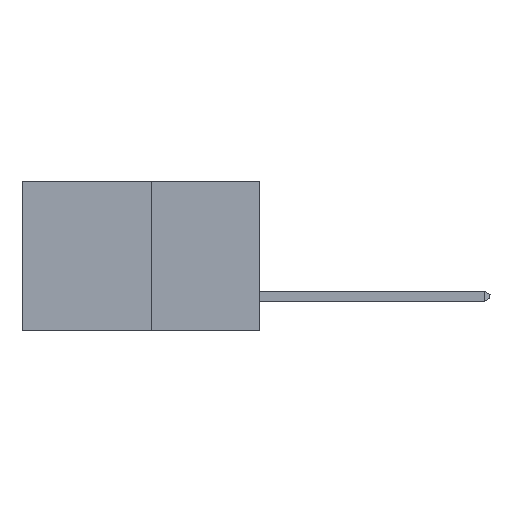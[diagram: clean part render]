
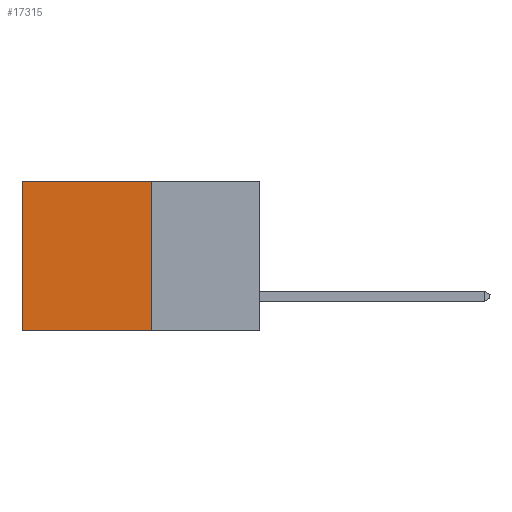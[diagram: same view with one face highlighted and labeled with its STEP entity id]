
A CAD part, left-side view. The second image highlights one B-rep face of the part: STEP entity #17315.
In plain terms, the highlighted planar face has unit normal (-1, 0, 0).
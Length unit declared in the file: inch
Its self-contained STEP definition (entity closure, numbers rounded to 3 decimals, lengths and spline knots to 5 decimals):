
#932 = VECTOR ( 'NONE', #14563, 39.37008 ) ;
#2181 = VERTEX_POINT ( 'NONE', #4763 ) ;
#2933 = VECTOR ( 'NONE', #7387, 39.37008 ) ;
#3767 = CARTESIAN_POINT ( 'NONE',  ( 0.277, 0.27, -0.37 ) ) ;
#4204 = VERTEX_POINT ( 'NONE', #3767 ) ;
#4763 = CARTESIAN_POINT ( 'NONE',  ( 0.277, 0.27, 0. ) ) ;
#5133 = FACE_OUTER_BOUND ( 'NONE', #16120, .T. ) ;
#5135 = ORIENTED_EDGE ( 'NONE', *, *, #18224, .F. ) ;
#5336 = LINE ( 'NONE', #7363, #17513 ) ;
#5793 = DIRECTION ( 'NONE',  ( 0., 0., -1. ) ) ;
#6403 = LINE ( 'NONE', #16200, #2933 ) ;
#7363 = CARTESIAN_POINT ( 'NONE',  ( 0.277, 0.27, -0.37 ) ) ;
#7387 = DIRECTION ( 'NONE',  ( 0., 1., 0. ) ) ;
#7599 = VECTOR ( 'NONE', #9230, 39.37008 ) ;
#8070 = LINE ( 'NONE', #16560, #7599 ) ;
#8161 = CARTESIAN_POINT ( 'NONE',  ( 0.277, 0.59, -0.37 ) ) ;
#8222 = EDGE_CURVE ( 'NONE', #2181, #18514, #6403, .T. ) ;
#8872 = EDGE_CURVE ( 'NONE', #2181, #4204, #5336, .T. ) ;
#9215 = ORIENTED_EDGE ( 'NONE', *, *, #8872, .F. ) ;
#9230 = DIRECTION ( 'NONE',  ( 0., 1., 0. ) ) ;
#9945 = CARTESIAN_POINT ( 'NONE',  ( 0.277, 0.59, 0. ) ) ;
#11640 = CARTESIAN_POINT ( 'NONE',  ( 0.277, 0.27, -0.37 ) ) ;
#13078 = CARTESIAN_POINT ( 'NONE',  ( 0.277, 0.59, -0.37 ) ) ;
#13092 = ORIENTED_EDGE ( 'NONE', *, *, #8222, .T. ) ;
#13100 = PLANE ( 'NONE',  #13863 ) ;
#13863 = AXIS2_PLACEMENT_3D ( 'NONE', #11640, #14585, #5793 ) ;
#14072 = VERTEX_POINT ( 'NONE', #8161 ) ;
#14563 = DIRECTION ( 'NONE',  ( 0., 0., -1. ) ) ;
#14585 = DIRECTION ( 'NONE',  ( 1., 0., 0. ) ) ;
#16120 = EDGE_LOOP ( 'NONE', ( #18032, #5135, #9215, #13092 ) ) ;
#16200 = CARTESIAN_POINT ( 'NONE',  ( 0.277, 0.27, 0. ) ) ;
#16560 = CARTESIAN_POINT ( 'NONE',  ( 0.277, 0.27, -0.37 ) ) ;
#17056 = LINE ( 'NONE', #13078, #932 ) ;
#17315 = ADVANCED_FACE ( 'NONE', ( #5133 ), #13100, .F. ) ;
#17513 = VECTOR ( 'NONE', #17637, 39.37008 ) ;
#17637 = DIRECTION ( 'NONE',  ( 0., 0., -1. ) ) ;
#17981 = EDGE_CURVE ( 'NONE', #18514, #14072, #17056, .T. ) ;
#18032 = ORIENTED_EDGE ( 'NONE', *, *, #17981, .T. ) ;
#18224 = EDGE_CURVE ( 'NONE', #4204, #14072, #8070, .T. ) ;
#18514 = VERTEX_POINT ( 'NONE', #9945 ) ;
